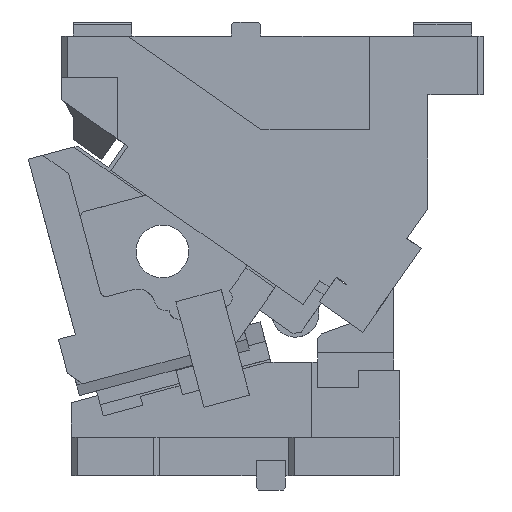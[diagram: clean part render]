
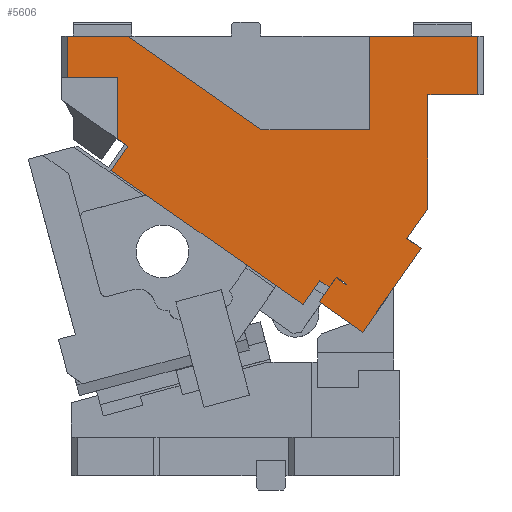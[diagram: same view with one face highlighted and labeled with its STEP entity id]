
A CAD part, left-side view. The second image highlights one B-rep face of the part: STEP entity #5606.
In plain terms, the highlighted planar face has unit normal (-1, 0, 0).
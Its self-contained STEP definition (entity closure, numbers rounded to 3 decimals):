
#897=CARTESIAN_POINT('Vertex',(-53.204,2498.432,-172.545)) ;
#918=CARTESIAN_POINT('Vertex',(-53.204,2480.378,-146.761)) ;
#921=CARTESIAN_POINT('Line Origine',(-53.204,2489.405,-159.653)) ;
#987=CARTESIAN_POINT('Line Origine',(-53.204,2554.477,-239.51)) ;
#991=CARTESIAN_POINT('Vertex',(-53.204,2572.908,-226.604)) ;
#993=CARTESIAN_POINT('Vertex',(-53.204,2536.046,-252.415)) ;
#1027=CARTESIAN_POINT('Line Origine',(-53.204,2565.738,-216.365)) ;
#1031=CARTESIAN_POINT('Vertex',(-53.204,2558.568,-206.125)) ;
#1065=CARTESIAN_POINT('Line Origine',(-53.204,2554.472,-208.993)) ;
#1069=CARTESIAN_POINT('Vertex',(-53.204,2550.377,-211.861)) ;
#1093=CARTESIAN_POINT('Vertex',(-53.204,2586.835,-229.06)) ;
#1098=CARTESIAN_POINT('Line Origine',(-53.204,2668.75,-171.702)) ;
#1102=CARTESIAN_POINT('Vertex',(-53.204,2750.665,-114.345)) ;
#1160=CARTESIAN_POINT('Line Origine',(-53.204,2579.665,-218.82)) ;
#1164=CARTESIAN_POINT('Vertex',(-53.204,2572.495,-208.581)) ;
#1203=CARTESIAN_POINT('Vertex',(-53.204,2564.714,-214.03)) ;
#1206=CARTESIAN_POINT('Line Origine',(-53.204,2568.604,-211.306)) ;
#1234=CARTESIAN_POINT('Vertex',(-53.204,2558.691,-205.429)) ;
#1237=CARTESIAN_POINT('Line Origine',(-53.204,2561.702,-209.729)) ;
#1265=CARTESIAN_POINT('Vertex',(-53.204,2550.09,-211.451)) ;
#1268=CARTESIAN_POINT('Line Origine',(-53.204,2554.39,-208.44)) ;
#1285=CARTESIAN_POINT('Line Origine',(-53.204,2550.233,-211.656)) ;
#1408=CARTESIAN_POINT('Vertex',(-53.204,2486.145,-181.149)) ;
#1411=CARTESIAN_POINT('Line Origine',(-53.204,2511.095,-216.782)) ;
#1449=CARTESIAN_POINT('Line Origine',(-53.204,2492.288,-176.847)) ;
#2037=CARTESIAN_POINT('Vertex',(-53.204,2480.378,-50.)) ;
#2040=CARTESIAN_POINT('Line Origine',(-53.204,2480.378,-98.38)) ;
#2984=CARTESIAN_POINT('Vertex',(-53.204,2736.135,0.)) ;
#2987=CARTESIAN_POINT('Line Origine',(-53.204,2679.009,-40.)) ;
#2991=CARTESIAN_POINT('Vertex',(-53.204,2621.883,-80.)) ;
#3025=CARTESIAN_POINT('Line Origine',(-53.204,2576.13,-80.)) ;
#3029=CARTESIAN_POINT('Vertex',(-53.204,2530.378,-80.)) ;
#3053=CARTESIAN_POINT('Vertex',(-53.204,2530.378,0.)) ;
#3063=CARTESIAN_POINT('Line Origine',(-53.204,2530.378,-40.)) ;
#3424=CARTESIAN_POINT('Vertex',(-53.204,2437.878,-50.)) ;
#3440=CARTESIAN_POINT('Vertex',(-53.204,2437.878,0.)) ;
#3443=CARTESIAN_POINT('Line Origine',(-53.204,2437.878,-25.)) ;
#3953=CARTESIAN_POINT('Line Origine',(-53.204,2484.128,0.)) ;
#4096=CARTESIAN_POINT('Line Origine',(-53.204,2459.128,-50.)) ;
#4480=CARTESIAN_POINT('Line Origine',(-53.204,2740.852,-90.697)) ;
#4484=CARTESIAN_POINT('Vertex',(-53.204,2745.378,-87.528)) ;
#4486=CARTESIAN_POINT('Vertex',(-53.204,2736.326,-93.866)) ;
#5401=CARTESIAN_POINT('Vertex',(-53.204,2787.878,0.)) ;
#5404=CARTESIAN_POINT('Line Origine',(-53.204,2762.006,0.)) ;
#5484=CARTESIAN_POINT('Vertex',(-53.204,2787.878,-35.)) ;
#5487=CARTESIAN_POINT('Line Origine',(-53.204,2787.878,-17.5)) ;
#5515=CARTESIAN_POINT('Vertex',(-53.204,2745.378,-35.)) ;
#5518=CARTESIAN_POINT('Line Origine',(-53.204,2766.628,-35.)) ;
#5557=CARTESIAN_POINT('Line Origine',(-53.204,2745.378,-61.264)) ;
#5569=CARTESIAN_POINT('Axis2P3D Location',(-53.204,2619.297,-76.944)) ;
#5574=CARTESIAN_POINT('Line Origine',(-53.204,2743.496,-104.105)) ;
#922=DIRECTION('Vector Direction',(0.,0.574,-0.819)) ;
#988=DIRECTION('Vector Direction',(0.,-0.819,-0.574)) ;
#1028=DIRECTION('Vector Direction',(0.,-0.574,0.819)) ;
#1066=DIRECTION('Vector Direction',(0.,-0.819,-0.574)) ;
#1099=DIRECTION('Vector Direction',(0.,-0.819,-0.574)) ;
#1161=DIRECTION('Vector Direction',(0.,-0.574,0.819)) ;
#1207=DIRECTION('Vector Direction',(0.,0.819,0.574)) ;
#1238=DIRECTION('Vector Direction',(0.,-0.574,0.819)) ;
#1269=DIRECTION('Vector Direction',(0.,-0.819,-0.574)) ;
#1286=DIRECTION('Vector Direction',(0.,0.574,-0.819)) ;
#1412=DIRECTION('Vector Direction',(0.,0.574,-0.819)) ;
#1450=DIRECTION('Vector Direction',(0.,-0.819,-0.574)) ;
#2041=DIRECTION('Vector Direction',(0.,0.,-1.)) ;
#2988=DIRECTION('Vector Direction',(0.,0.819,0.574)) ;
#3026=DIRECTION('Vector Direction',(0.,1.,0.)) ;
#3064=DIRECTION('Vector Direction',(0.,0.,-1.)) ;
#3444=DIRECTION('Vector Direction',(0.,0.,-1.)) ;
#3954=DIRECTION('Vector Direction',(0.,-1.,0.)) ;
#4097=DIRECTION('Vector Direction',(0.,1.,0.)) ;
#4481=DIRECTION('Vector Direction',(0.,-0.819,-0.574)) ;
#5405=DIRECTION('Vector Direction',(0.,-1.,0.)) ;
#5488=DIRECTION('Vector Direction',(0.,0.,1.)) ;
#5519=DIRECTION('Vector Direction',(0.,-1.,0.)) ;
#5558=DIRECTION('Vector Direction',(0.,0.,-1.)) ;
#5570=DIRECTION('Axis2P3D Direction',(1.,0.,0.)) ;
#5571=DIRECTION('Axis2P3D XDirection',(0.,1.,0.)) ;
#5575=DIRECTION('Vector Direction',(0.,-0.574,0.819)) ;
#5572=AXIS2_PLACEMENT_3D('Plane Axis2P3D',#5569,#5570,#5571) ;
#5580=ORIENTED_EDGE('',*,*,#1415,.F.) ;
#5581=ORIENTED_EDGE('',*,*,#1453,.F.) ;
#5582=ORIENTED_EDGE('',*,*,#925,.F.) ;
#5583=ORIENTED_EDGE('',*,*,#2044,.F.) ;
#5584=ORIENTED_EDGE('',*,*,#4100,.F.) ;
#5585=ORIENTED_EDGE('',*,*,#3447,.F.) ;
#5586=ORIENTED_EDGE('',*,*,#3957,.F.) ;
#5587=ORIENTED_EDGE('',*,*,#3067,.T.) ;
#5588=ORIENTED_EDGE('',*,*,#3031,.T.) ;
#5589=ORIENTED_EDGE('',*,*,#2993,.T.) ;
#5590=ORIENTED_EDGE('',*,*,#5408,.F.) ;
#5591=ORIENTED_EDGE('',*,*,#5491,.F.) ;
#5592=ORIENTED_EDGE('',*,*,#5522,.T.) ;
#5593=ORIENTED_EDGE('',*,*,#5561,.T.) ;
#5594=ORIENTED_EDGE('',*,*,#4488,.T.) ;
#5595=ORIENTED_EDGE('',*,*,#5578,.F.) ;
#5596=ORIENTED_EDGE('',*,*,#1104,.T.) ;
#5597=ORIENTED_EDGE('',*,*,#1166,.T.) ;
#5598=ORIENTED_EDGE('',*,*,#1210,.F.) ;
#5599=ORIENTED_EDGE('',*,*,#1241,.T.) ;
#5600=ORIENTED_EDGE('',*,*,#1272,.T.) ;
#5601=ORIENTED_EDGE('',*,*,#1289,.T.) ;
#5602=ORIENTED_EDGE('',*,*,#1071,.F.) ;
#5603=ORIENTED_EDGE('',*,*,#1033,.F.) ;
#5604=ORIENTED_EDGE('',*,*,#995,.T.) ;
#923=VECTOR('Line Direction',#922,1.) ;
#989=VECTOR('Line Direction',#988,1.) ;
#1029=VECTOR('Line Direction',#1028,1.) ;
#1067=VECTOR('Line Direction',#1066,1.) ;
#1100=VECTOR('Line Direction',#1099,1.) ;
#1162=VECTOR('Line Direction',#1161,1.) ;
#1208=VECTOR('Line Direction',#1207,1.) ;
#1239=VECTOR('Line Direction',#1238,1.) ;
#1270=VECTOR('Line Direction',#1269,1.) ;
#1287=VECTOR('Line Direction',#1286,1.) ;
#1413=VECTOR('Line Direction',#1412,1.) ;
#1451=VECTOR('Line Direction',#1450,1.) ;
#2042=VECTOR('Line Direction',#2041,1.) ;
#2989=VECTOR('Line Direction',#2988,1.) ;
#3027=VECTOR('Line Direction',#3026,1.) ;
#3065=VECTOR('Line Direction',#3064,1.) ;
#3445=VECTOR('Line Direction',#3444,1.) ;
#3955=VECTOR('Line Direction',#3954,1.) ;
#4098=VECTOR('Line Direction',#4097,1.) ;
#4482=VECTOR('Line Direction',#4481,1.) ;
#5406=VECTOR('Line Direction',#5405,1.) ;
#5489=VECTOR('Line Direction',#5488,1.) ;
#5520=VECTOR('Line Direction',#5519,1.) ;
#5559=VECTOR('Line Direction',#5558,1.) ;
#5576=VECTOR('Line Direction',#5575,1.) ;
#5606=ADVANCED_FACE('CAM HOLDER',(#5605),#5573,.F.) ;
#925=EDGE_CURVE('',#919,#898,#924,.T.) ;
#995=EDGE_CURVE('',#992,#994,#990,.T.) ;
#1033=EDGE_CURVE('',#992,#1032,#1030,.T.) ;
#1071=EDGE_CURVE('',#1032,#1070,#1068,.T.) ;
#1104=EDGE_CURVE('',#1103,#1094,#1101,.T.) ;
#1166=EDGE_CURVE('',#1094,#1165,#1163,.T.) ;
#1210=EDGE_CURVE('',#1204,#1165,#1209,.T.) ;
#1241=EDGE_CURVE('',#1204,#1235,#1240,.T.) ;
#1272=EDGE_CURVE('',#1235,#1266,#1271,.T.) ;
#1289=EDGE_CURVE('',#1266,#1070,#1288,.T.) ;
#1415=EDGE_CURVE('',#1409,#994,#1414,.T.) ;
#1453=EDGE_CURVE('',#898,#1409,#1452,.T.) ;
#2044=EDGE_CURVE('',#2038,#919,#2043,.T.) ;
#2993=EDGE_CURVE('',#2992,#2985,#2990,.T.) ;
#3031=EDGE_CURVE('',#3030,#2992,#3028,.T.) ;
#3067=EDGE_CURVE('',#3054,#3030,#3066,.T.) ;
#3447=EDGE_CURVE('',#3441,#3425,#3446,.T.) ;
#3957=EDGE_CURVE('',#3054,#3441,#3956,.T.) ;
#4100=EDGE_CURVE('',#3425,#2038,#4099,.T.) ;
#4488=EDGE_CURVE('',#4485,#4487,#4483,.T.) ;
#5408=EDGE_CURVE('',#5402,#2985,#5407,.T.) ;
#5491=EDGE_CURVE('',#5485,#5402,#5490,.T.) ;
#5522=EDGE_CURVE('',#5485,#5516,#5521,.T.) ;
#5561=EDGE_CURVE('',#5516,#4485,#5560,.T.) ;
#5578=EDGE_CURVE('',#1103,#4487,#5577,.T.) ;
#5579=EDGE_LOOP('',(#5580,#5581,#5582,#5583,#5584,#5585,#5586,#5587,#5588,#5589,#5590,#5591,#5592,#5593,#5594,#5595,#5596,#5597,#5598,#5599,#5600,#5601,#5602,#5603,#5604)) ;
#5605=FACE_OUTER_BOUND('',#5579,.T.) ;
#924=LINE('Line',#921,#923) ;
#990=LINE('Line',#987,#989) ;
#1030=LINE('Line',#1027,#1029) ;
#1068=LINE('Line',#1065,#1067) ;
#1101=LINE('Line',#1098,#1100) ;
#1163=LINE('Line',#1160,#1162) ;
#1209=LINE('Line',#1206,#1208) ;
#1240=LINE('Line',#1237,#1239) ;
#1271=LINE('Line',#1268,#1270) ;
#1288=LINE('Line',#1285,#1287) ;
#1414=LINE('Line',#1411,#1413) ;
#1452=LINE('Line',#1449,#1451) ;
#2043=LINE('Line',#2040,#2042) ;
#2990=LINE('Line',#2987,#2989) ;
#3028=LINE('Line',#3025,#3027) ;
#3066=LINE('Line',#3063,#3065) ;
#3446=LINE('Line',#3443,#3445) ;
#3956=LINE('Line',#3953,#3955) ;
#4099=LINE('Line',#4096,#4098) ;
#4483=LINE('Line',#4480,#4482) ;
#5407=LINE('Line',#5404,#5406) ;
#5490=LINE('Line',#5487,#5489) ;
#5521=LINE('Line',#5518,#5520) ;
#5560=LINE('Line',#5557,#5559) ;
#5577=LINE('Line',#5574,#5576) ;
#5573=PLANE('Plane',#5572) ;
#898=VERTEX_POINT('',#897) ;
#919=VERTEX_POINT('',#918) ;
#992=VERTEX_POINT('',#991) ;
#994=VERTEX_POINT('',#993) ;
#1032=VERTEX_POINT('',#1031) ;
#1070=VERTEX_POINT('',#1069) ;
#1094=VERTEX_POINT('',#1093) ;
#1103=VERTEX_POINT('',#1102) ;
#1165=VERTEX_POINT('',#1164) ;
#1204=VERTEX_POINT('',#1203) ;
#1235=VERTEX_POINT('',#1234) ;
#1266=VERTEX_POINT('',#1265) ;
#1409=VERTEX_POINT('',#1408) ;
#2038=VERTEX_POINT('',#2037) ;
#2985=VERTEX_POINT('',#2984) ;
#2992=VERTEX_POINT('',#2991) ;
#3030=VERTEX_POINT('',#3029) ;
#3054=VERTEX_POINT('',#3053) ;
#3425=VERTEX_POINT('',#3424) ;
#3441=VERTEX_POINT('',#3440) ;
#4485=VERTEX_POINT('',#4484) ;
#4487=VERTEX_POINT('',#4486) ;
#5402=VERTEX_POINT('',#5401) ;
#5485=VERTEX_POINT('',#5484) ;
#5516=VERTEX_POINT('',#5515) ;
